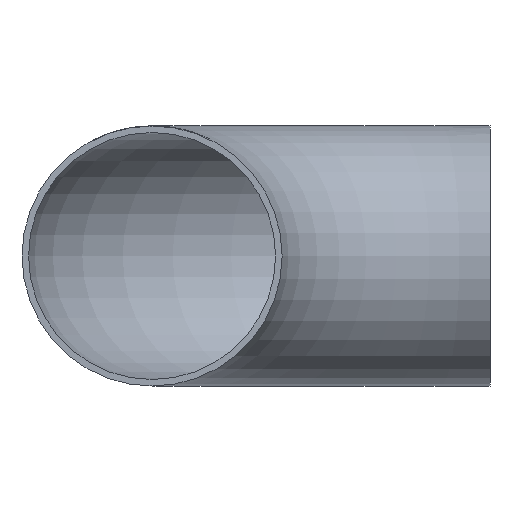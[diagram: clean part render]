
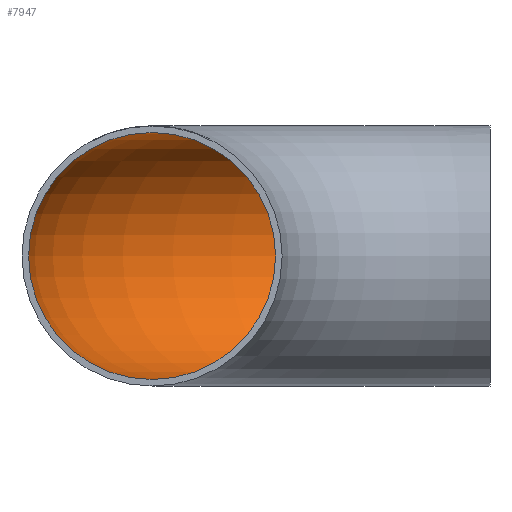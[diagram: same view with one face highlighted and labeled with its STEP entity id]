
A CAD part, front view. The second image highlights one B-rep face of the part: STEP entity #7947.
In plain terms, the highlighted toroidal (fillet/blend) face has major radius 82.5 mm and minor radius 30.15 mm.
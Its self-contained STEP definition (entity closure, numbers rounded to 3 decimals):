
#1514 = CARTESIAN_POINT ( 'NONE',  ( 0., 112.65, 0. ) ) ;
#1953 = TOROIDAL_SURFACE ( 'NONE', #8387, 82.5, 30.15 ) ;
#2129 = EDGE_CURVE ( 'NONE', #6440, #6440, #5000, .T. ) ;
#2531 = ORIENTED_EDGE ( 'NONE', *, *, #2129, .T. ) ;
#2761 = DIRECTION ( 'NONE',  ( -1., 0., 0. ) ) ;
#2792 = DIRECTION ( 'NONE',  ( 0., 1., 0. ) ) ;
#2834 = CARTESIAN_POINT ( 'NONE',  ( 0., 82.5, 0. ) ) ;
#3014 = VERTEX_POINT ( 'NONE', #6248 ) ;
#3664 = DIRECTION ( 'NONE',  ( 1., 0., 0. ) ) ;
#3666 = CARTESIAN_POINT ( 'NONE',  ( 0., 0., 0. ) ) ;
#4388 = DIRECTION ( 'NONE',  ( 0., 0., -1. ) ) ;
#4653 = CIRCLE ( 'NONE', #8343, 30.15 ) ;
#5000 = CIRCLE ( 'NONE', #5595, 30.15 ) ;
#5595 = AXIS2_PLACEMENT_3D ( 'NONE', #2834, #3664, #9083 ) ;
#6248 = CARTESIAN_POINT ( 'NONE',  ( -82.5, 0., 30.15 ) ) ;
#6440 = VERTEX_POINT ( 'NONE', #1514 ) ;
#6484 = ORIENTED_EDGE ( 'NONE', *, *, #9848, .F. ) ;
#6751 = CARTESIAN_POINT ( 'NONE',  ( -82.5, 0., 0. ) ) ;
#7531 = DIRECTION ( 'NONE',  ( 0., 0., 1. ) ) ;
#7918 = EDGE_LOOP ( 'NONE', ( #6484 ) ) ;
#7947 = ADVANCED_FACE ( 'NONE', ( #9049, #8202 ), #1953, .F. ) ;
#8202 = FACE_OUTER_BOUND ( 'NONE', #7918, .T. ) ;
#8343 = AXIS2_PLACEMENT_3D ( 'NONE', #6751, #2792, #7531 ) ;
#8387 = AXIS2_PLACEMENT_3D ( 'NONE', #3666, #4388, #2761 ) ;
#9049 = FACE_OUTER_BOUND ( 'NONE', #9353, .T. ) ;
#9083 = DIRECTION ( 'NONE',  ( 0., 1., 0. ) ) ;
#9353 = EDGE_LOOP ( 'NONE', ( #2531 ) ) ;
#9848 = EDGE_CURVE ( 'NONE', #3014, #3014, #4653, .T. ) ;
